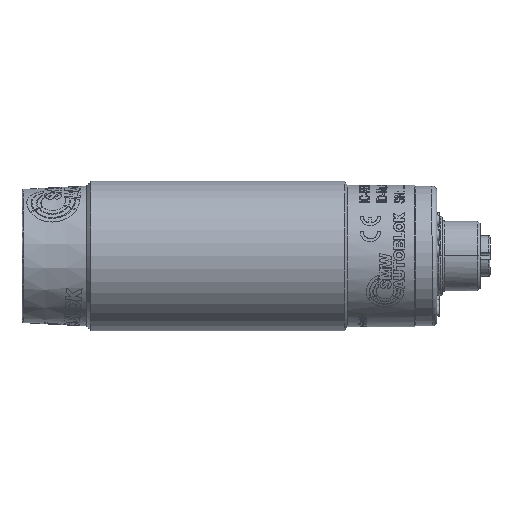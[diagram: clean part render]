
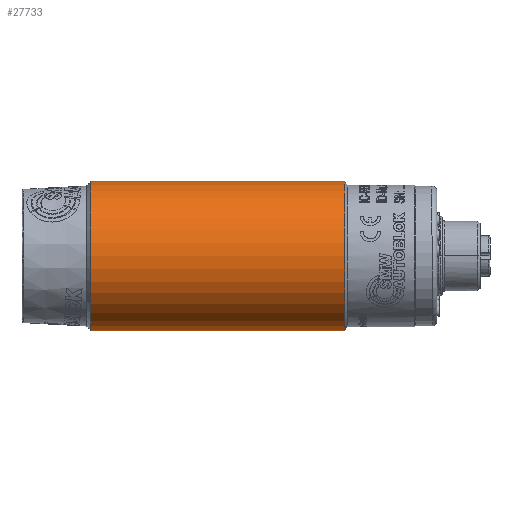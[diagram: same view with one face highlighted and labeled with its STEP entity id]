
A CAD part, top view. The second image highlights one B-rep face of the part: STEP entity #27733.
In plain terms, the highlighted cylindrical face has radius 15 mm (diameter 30 mm), a partial arc.
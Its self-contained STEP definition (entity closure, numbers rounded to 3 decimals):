
#1055 = LINE ( 'NONE', #112902, #147193 ) ;
#6913 = VERTEX_POINT ( 'NONE', #77019 ) ;
#7170 = AXIS2_PLACEMENT_3D ( 'NONE', #138719, #11459, #120262 ) ;
#8913 = ORIENTED_EDGE ( 'NONE', *, *, #15232, .F. ) ;
#11459 = DIRECTION ( 'NONE',  ( -1., 0., 0. ) ) ;
#15232 = EDGE_CURVE ( 'NONE', #132298, #48165, #52660, .T. ) ;
#19965 = AXIS2_PLACEMENT_3D ( 'NONE', #69225, #133893, #129835 ) ;
#20592 = CARTESIAN_POINT ( 'NONE',  ( 0.8, 0., -15. ) ) ;
#22205 = DIRECTION ( 'NONE',  ( 0., 0., 1. ) ) ;
#27192 = VERTEX_POINT ( 'NONE', #134236 ) ;
#27733 = ADVANCED_FACE ( 'NONE', ( #162909 ), #68437, .T. ) ;
#27771 = CARTESIAN_POINT ( 'NONE',  ( 0.8, 0., 15. ) ) ;
#44094 = ORIENTED_EDGE ( 'NONE', *, *, #83888, .F. ) ;
#44972 = EDGE_CURVE ( 'NONE', #6913, #48165, #1055, .T. ) ;
#48165 = VERTEX_POINT ( 'NONE', #20592 ) ;
#52660 = CIRCLE ( 'NONE', #19965, 15. ) ;
#58113 = ORIENTED_EDGE ( 'NONE', *, *, #44972, .T. ) ;
#64705 = LINE ( 'NONE', #144784, #103795 ) ;
#68437 = CYLINDRICAL_SURFACE ( 'NONE', #172579, 15. ) ;
#69225 = CARTESIAN_POINT ( 'NONE',  ( 0.8, 0., 0. ) ) ;
#77019 = CARTESIAN_POINT ( 'NONE',  ( 51.509, 0., -15. ) ) ;
#83888 = EDGE_CURVE ( 'NONE', #27192, #132298, #64705, .T. ) ;
#96623 = EDGE_LOOP ( 'NONE', ( #166461, #58113, #8913, #44094 ) ) ;
#103795 = VECTOR ( 'NONE', #159170, 1000. ) ;
#112902 = CARTESIAN_POINT ( 'NONE',  ( 0., 0., -15. ) ) ;
#120262 = DIRECTION ( 'NONE',  ( 0., 0., 1. ) ) ;
#129835 = DIRECTION ( 'NONE',  ( 0., 0., 1. ) ) ;
#132298 = VERTEX_POINT ( 'NONE', #27771 ) ;
#133893 = DIRECTION ( 'NONE',  ( -1., 0., 0. ) ) ;
#134236 = CARTESIAN_POINT ( 'NONE',  ( 51.509, 0., 15. ) ) ;
#135087 = CARTESIAN_POINT ( 'NONE',  ( 0., 0., 0. ) ) ;
#138311 = CIRCLE ( 'NONE', #7170, 15. ) ;
#138719 = CARTESIAN_POINT ( 'NONE',  ( 51.509, 0., 0. ) ) ;
#144784 = CARTESIAN_POINT ( 'NONE',  ( 0., 0., 15. ) ) ;
#146242 = EDGE_CURVE ( 'NONE', #27192, #6913, #138311, .T. ) ;
#147193 = VECTOR ( 'NONE', #160171, 1000. ) ;
#147489 = DIRECTION ( 'NONE',  ( -1., 0., 0. ) ) ;
#159170 = DIRECTION ( 'NONE',  ( -1., 0., 0. ) ) ;
#160171 = DIRECTION ( 'NONE',  ( -1., 0., 0. ) ) ;
#162909 = FACE_OUTER_BOUND ( 'NONE', #96623, .T. ) ;
#166461 = ORIENTED_EDGE ( 'NONE', *, *, #146242, .T. ) ;
#172579 = AXIS2_PLACEMENT_3D ( 'NONE', #135087, #147489, #22205 ) ;
